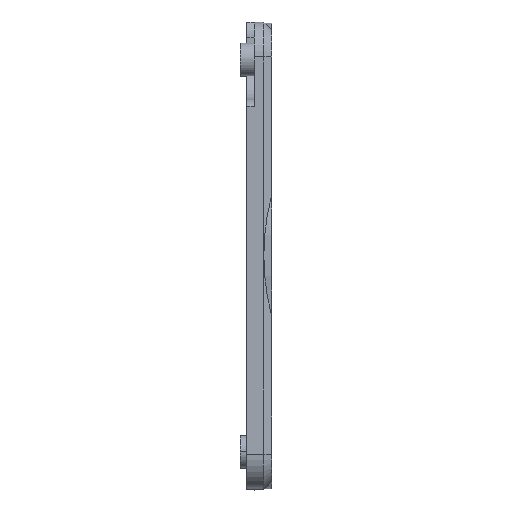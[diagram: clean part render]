
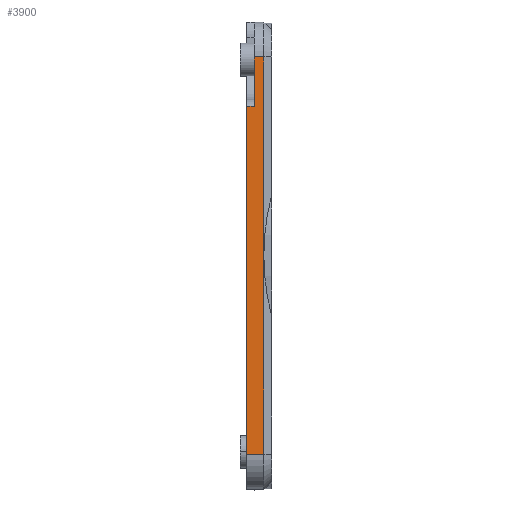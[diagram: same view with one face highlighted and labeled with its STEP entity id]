
A CAD part, top view. The second image highlights one B-rep face of the part: STEP entity #3900.
In plain terms, the highlighted planar face has unit normal (0, 0, 1).
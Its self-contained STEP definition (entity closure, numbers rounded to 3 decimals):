
#232=FACE_OUTER_BOUND('',#478,.T.);
#478=EDGE_LOOP('',(#3016,#3017,#3018,#3019,#3020,#3021,#3022));
#750=LINE('',#6051,#1141);
#793=LINE('',#6229,#1184);
#802=LINE('',#6251,#1193);
#814=LINE('',#6274,#1205);
#816=LINE('',#6280,#1207);
#817=LINE('',#6282,#1208);
#818=LINE('',#6283,#1209);
#1141=VECTOR('',#4830,10.);
#1184=VECTOR('',#4977,10.);
#1193=VECTOR('',#5004,10.);
#1205=VECTOR('',#5036,10.);
#1207=VECTOR('',#5042,10.);
#1208=VECTOR('',#5043,10.);
#1209=VECTOR('',#5044,10.);
#1712=VERTEX_POINT('',#6048);
#1713=VERTEX_POINT('',#6050);
#1795=VERTEX_POINT('',#6226);
#1796=VERTEX_POINT('',#6228);
#1801=VERTEX_POINT('',#6273);
#1803=VERTEX_POINT('',#6279);
#1804=VERTEX_POINT('',#6281);
#2123=EDGE_CURVE('',#1712,#1713,#750,.T.);
#2210=EDGE_CURVE('',#1796,#1795,#793,.T.);
#2222=EDGE_CURVE('',#1795,#1713,#802,.T.);
#2234=EDGE_CURVE('',#1796,#1801,#814,.T.);
#2237=EDGE_CURVE('',#1712,#1803,#816,.T.);
#2238=EDGE_CURVE('',#1804,#1803,#817,.T.);
#2239=EDGE_CURVE('',#1801,#1804,#818,.T.);
#3016=ORIENTED_EDGE('',*,*,#2210,.T.);
#3017=ORIENTED_EDGE('',*,*,#2222,.T.);
#3018=ORIENTED_EDGE('',*,*,#2123,.F.);
#3019=ORIENTED_EDGE('',*,*,#2237,.T.);
#3020=ORIENTED_EDGE('',*,*,#2238,.F.);
#3021=ORIENTED_EDGE('',*,*,#2239,.F.);
#3022=ORIENTED_EDGE('',*,*,#2234,.F.);
#3742=PLANE('',#4250);
#3900=ADVANCED_FACE('',(#232),#3742,.T.);
#4250=AXIS2_PLACEMENT_3D('',#6278,#5040,#5041);
#4830=DIRECTION('',(0.,1.,0.));
#4977=DIRECTION('',(0.,-1.,0.));
#5004=DIRECTION('',(-1.,0.,0.));
#5036=DIRECTION('',(1.,0.,0.));
#5040=DIRECTION('center_axis',(0.,0.,
1.));
#5041=DIRECTION('ref_axis',(0.,-1.,0.));
#5042=DIRECTION('',(1.,0.,0.));
#5043=DIRECTION('',(0.,-1.,0.));
#5044=DIRECTION('',(0.,-1.,0.));
#6048=CARTESIAN_POINT('',(330.8,81.5,-59.096));
#6050=CARTESIAN_POINT('',(330.8,126.179,-59.096));
#6051=CARTESIAN_POINT('',(330.8,119.75,-59.096));
#6226=CARTESIAN_POINT('',(331.8,126.179,-59.096));
#6228=CARTESIAN_POINT('',(331.8,132.5,-59.096));
#6229=CARTESIAN_POINT('',(331.8,132.045,-59.096));
#6251=CARTESIAN_POINT('',(330.8,126.179,-59.096));
#6273=CARTESIAN_POINT('',(333.,132.5,-59.096));
#6274=CARTESIAN_POINT('',(332.,132.5,-59.096));
#6278=CARTESIAN_POINT('Origin',(332.,132.5,-59.096));
#6279=CARTESIAN_POINT('',(333.,81.5,-59.096));
#6280=CARTESIAN_POINT('',(332.,81.5,-59.096));
#6281=CARTESIAN_POINT('',(333.,107.,-59.096));
#6282=CARTESIAN_POINT('',(333.,130.1,-59.096));
#6283=CARTESIAN_POINT('',(333.,130.1,-59.096));
